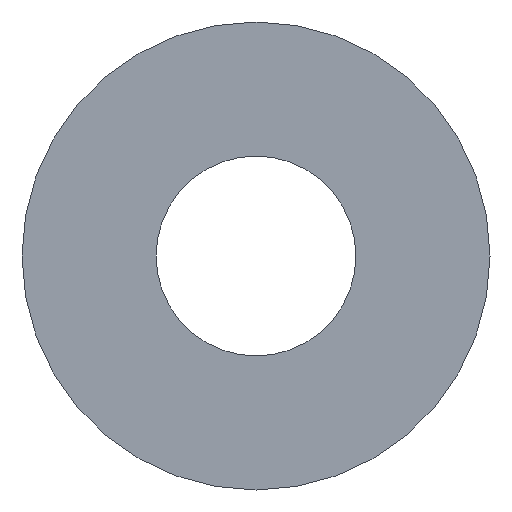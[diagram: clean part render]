
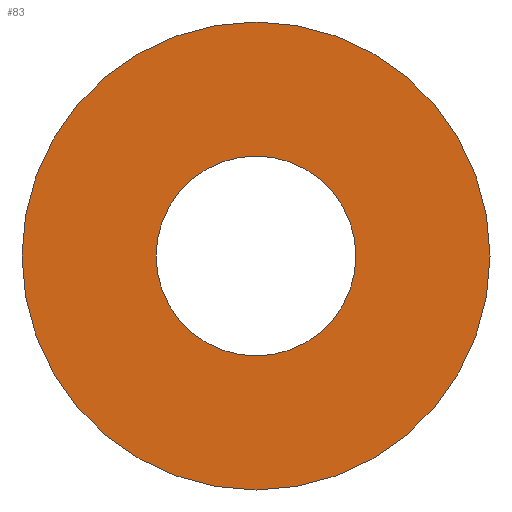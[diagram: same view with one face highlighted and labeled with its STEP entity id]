
A CAD part, front view. The second image highlights one B-rep face of the part: STEP entity #83.
In plain terms, the highlighted planar face has unit normal (0, -1, 0).
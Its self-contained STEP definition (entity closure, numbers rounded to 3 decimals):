
#16=FACE_BOUND('',#32,.T.);
#18=PLANE('',#117);
#25=FACE_OUTER_BOUND('',#31,.T.);
#31=EDGE_LOOP('',(#76));
#32=EDGE_LOOP('',(#77));
#42=CIRCLE('',#112,50.);
#44=CIRCLE('',#116,21.35);
#48=VERTEX_POINT('',#155);
#50=VERTEX_POINT('',#162);
#56=EDGE_CURVE('',#48,#48,#42,.T.);
#59=EDGE_CURVE('',#50,#50,#44,.T.);
#76=ORIENTED_EDGE('',*,*,#56,.F.);
#77=ORIENTED_EDGE('',*,*,#59,.T.);
#83=ADVANCED_FACE('',(#25,#16),#18,.F.);
#112=AXIS2_PLACEMENT_3D('',#157,#132,#133);
#116=AXIS2_PLACEMENT_3D('',#164,#141,#142);
#117=AXIS2_PLACEMENT_3D('',#165,#143,#144);
#132=DIRECTION('center_axis',(0.,1.,0.));
#133=DIRECTION('ref_axis',(-1.,0.,0.));
#141=DIRECTION('center_axis',(0.,1.,0.));
#142=DIRECTION('ref_axis',(1.,0.,0.));
#143=DIRECTION('center_axis',(0.,1.,0.));
#144=DIRECTION('ref_axis',(0.,0.,1.));
#155=CARTESIAN_POINT('',(50.,0.,0.));
#157=CARTESIAN_POINT('Origin',(0.,0.,0.));
#162=CARTESIAN_POINT('',(-21.35,0.,0.));
#164=CARTESIAN_POINT('Origin',(0.,0.,0.));
#165=CARTESIAN_POINT('Origin',(0.,0.,0.));
